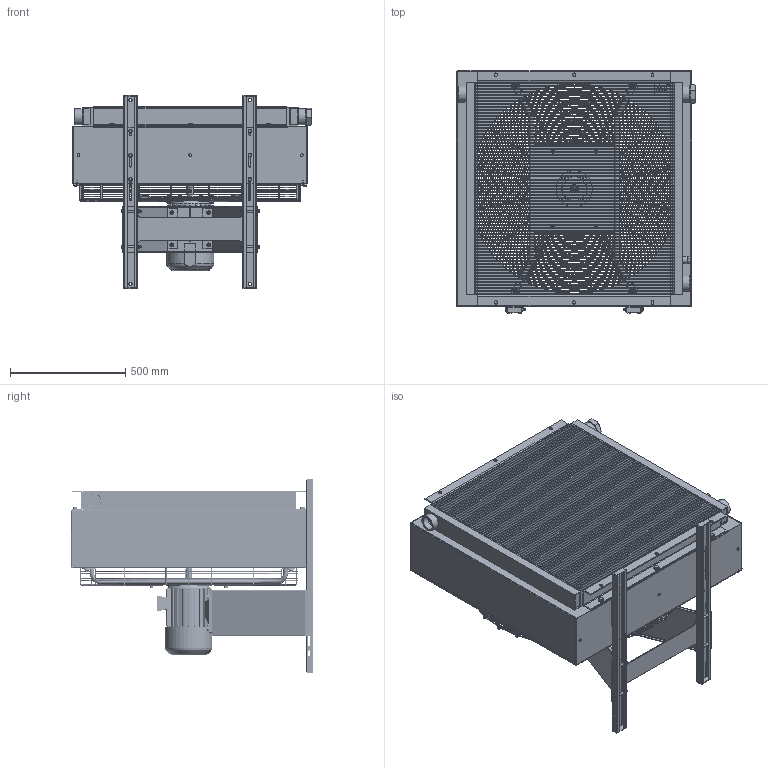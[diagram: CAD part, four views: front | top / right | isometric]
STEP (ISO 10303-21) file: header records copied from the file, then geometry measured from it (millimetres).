
FILE_DESCRIPTION((''),'2;1');
FILE_NAME('LAC-078-8-A-00-000-0-0.stp','2008-06-10T12:00:50',('smasc'),(''),'Autodesk Inventor 2008','Autodesk Inventor 2008','');
FILE_SCHEMA(('AUTOMOTIVE_DESIGN { 1 0 10303 214 1 1 1 1 }'));
Length unit declared in the file: millimetre
Products named in the file (1): Part2
Bounding box: 1037.5 x 1054 x 840 mm (x, y, z)
Volume: 1583953.8 mm3; surface area: 18053285.1 mm2
Topology: 36 solids, 37 shells, 4806 faces, 12041 edges, 7452 vertices
Faces by surface type: plane 2817, cylinder 976, bspline 364, cone 362, sphere 157, torus 130
Full cylindrical faces by diameter (mm): 2 x1, 5 x54, 6 x4, 6.4 x2, 7.5 x4, 8 x44, 8.4 x26, 8.8 x1, 8.88 x2, 9 x12, 10 x1, 10.5 x5, 11 x4, 11.6 x8, 11.63 x18, 11.7 x1, 12 x27, 12.5 x2, 13 x14, 14.1 x1, 14.63 x1, 15 x5, 16 x26, 16.63 x6, 18.631 x1, 20 x11, 21 x2, 24 x6, 28 x1, 28.5 x1
Entity records: 150946 total; most frequent: CARTESIAN_POINT 39168, ORIENTED_EDGE 22114, DIRECTION 21003, EDGE_CURVE 11057, VERTEX_POINT 7227, AXIS2_PLACEMENT_3D 7056, VECTOR 6891, LINE 6891
